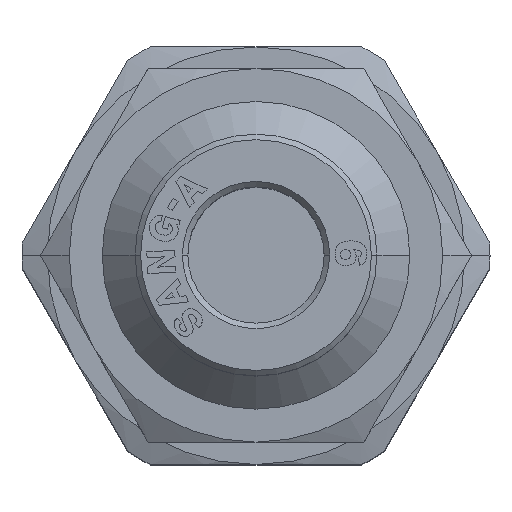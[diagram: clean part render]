
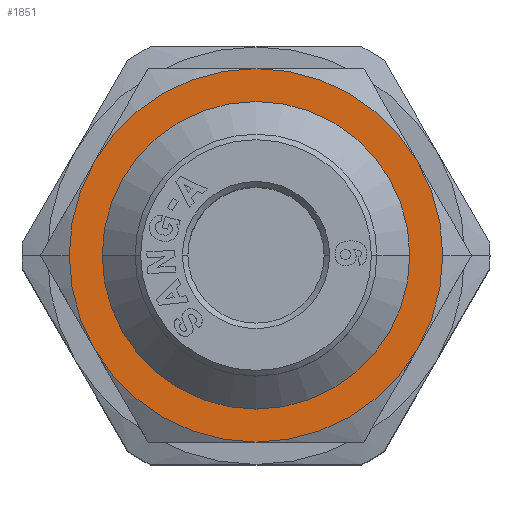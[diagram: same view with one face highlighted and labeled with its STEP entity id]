
A CAD part, top view. The second image highlights one B-rep face of the part: STEP entity #1851.
In plain terms, the highlighted face is planar.
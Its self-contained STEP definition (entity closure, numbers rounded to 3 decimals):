
#215=CARTESIAN_POINT('',(4.75,0.0,7.01));
#216=VERTEX_POINT('',#215);
#223=CARTESIAN_POINT('',(4.75,0.,-6.99));
#224=VERTEX_POINT('',#223);
#225=CARTESIAN_POINT('',(4.75,0.0,0.01));
#226=DIRECTION('',(1.0,0.0,0.0));
#227=DIRECTION('',(0.0,0.0,1.0));
#228=AXIS2_PLACEMENT_3D('',#225,#226,#227);
#229=CIRCLE('',#228,7.0);
#230=EDGE_CURVE('',#216,#224,#229,.T.);
#1709=CARTESIAN_POINT('',(4.75,0.,8.51));
#1710=VERTEX_POINT('',#1709);
#1717=CARTESIAN_POINT('',(4.75,-4.25,7.371));
#1718=VERTEX_POINT('',#1717);
#1732=CARTESIAN_POINT('',(4.75,0.,0.01));
#1733=DIRECTION('',(1.0,0.0,0.0));
#1734=DIRECTION('',(0.0,0.0,1.0));
#1735=AXIS2_PLACEMENT_3D('',#1732,#1733,#1734);
#1736=CIRCLE('',#1735,8.5);
#1737=EDGE_CURVE('',#1710,#1718,#1736,.T.);
#1747=CARTESIAN_POINT('',(4.75,0.,-8.49));
#1748=VERTEX_POINT('',#1747);
#1757=CARTESIAN_POINT('',(4.75,-4.25,-7.351));
#1758=VERTEX_POINT('',#1757);
#1759=CARTESIAN_POINT('',(4.75,0.,0.01));
#1760=DIRECTION('',(1.0,0.0,0.0));
#1761=DIRECTION('',(0.0,0.0,1.0));
#1762=AXIS2_PLACEMENT_3D('',#1759,#1760,#1761);
#1763=CIRCLE('',#1762,8.5);
#1764=EDGE_CURVE('',#1758,#1748,#1763,.T.);
#1782=CARTESIAN_POINT('',(4.75,0.,0.01));
#1783=DIRECTION('',(-1.0,0.0,0.0));
#1784=DIRECTION('',(0.0,0.0,-1.0));
#1785=AXIS2_PLACEMENT_3D('',#1782,#1783,#1784);
#1786=PLANE('',#1785);
#1787=CARTESIAN_POINT('',(4.75,4.25,-7.351));
#1788=VERTEX_POINT('',#1787);
#1789=CARTESIAN_POINT('',(4.75,8.5,0.01));
#1790=VERTEX_POINT('',#1789);
#1791=CARTESIAN_POINT('',(4.75,0.,0.01));
#1792=DIRECTION('',(1.0,0.0,0.0));
#1793=DIRECTION('',(0.0,0.0,1.0));
#1794=AXIS2_PLACEMENT_3D('',#1791,#1792,#1793);
#1795=CIRCLE('',#1794,8.5);
#1796=EDGE_CURVE('',#1788,#1790,#1795,.T.);
#1797=ORIENTED_EDGE('',*,*,#1796,.T.);
#1798=CARTESIAN_POINT('',(4.75,4.25,7.371));
#1799=VERTEX_POINT('',#1798);
#1800=CARTESIAN_POINT('',(4.75,0.,0.01));
#1801=DIRECTION('',(1.0,0.0,0.0));
#1802=DIRECTION('',(0.0,0.0,1.0));
#1803=AXIS2_PLACEMENT_3D('',#1800,#1801,#1802);
#1804=CIRCLE('',#1803,8.5);
#1805=EDGE_CURVE('',#1790,#1799,#1804,.T.);
#1806=ORIENTED_EDGE('',*,*,#1805,.T.);
#1807=CARTESIAN_POINT('',(4.75,0.,0.01));
#1808=DIRECTION('',(1.0,0.0,0.0));
#1809=DIRECTION('',(0.0,0.0,1.0));
#1810=AXIS2_PLACEMENT_3D('',#1807,#1808,#1809);
#1811=CIRCLE('',#1810,8.5);
#1812=EDGE_CURVE('',#1799,#1710,#1811,.T.);
#1813=ORIENTED_EDGE('',*,*,#1812,.T.);
#1814=ORIENTED_EDGE('',*,*,#1737,.T.);
#1815=CARTESIAN_POINT('',(4.75,-8.5,0.01));
#1816=VERTEX_POINT('',#1815);
#1817=CARTESIAN_POINT('',(4.75,0.,0.01));
#1818=DIRECTION('',(1.0,0.0,0.0));
#1819=DIRECTION('',(0.0,0.0,1.0));
#1820=AXIS2_PLACEMENT_3D('',#1817,#1818,#1819);
#1821=CIRCLE('',#1820,8.5);
#1822=EDGE_CURVE('',#1718,#1816,#1821,.T.);
#1823=ORIENTED_EDGE('',*,*,#1822,.T.);
#1824=CARTESIAN_POINT('',(4.75,0.,0.01));
#1825=DIRECTION('',(1.0,0.0,0.0));
#1826=DIRECTION('',(0.0,0.0,1.0));
#1827=AXIS2_PLACEMENT_3D('',#1824,#1825,#1826);
#1828=CIRCLE('',#1827,8.5);
#1829=EDGE_CURVE('',#1816,#1758,#1828,.T.);
#1830=ORIENTED_EDGE('',*,*,#1829,.T.);
#1831=ORIENTED_EDGE('',*,*,#1764,.T.);
#1832=CARTESIAN_POINT('',(4.75,0.,0.01));
#1833=DIRECTION('',(1.0,0.0,0.0));
#1834=DIRECTION('',(0.0,0.0,1.0));
#1835=AXIS2_PLACEMENT_3D('',#1832,#1833,#1834);
#1836=CIRCLE('',#1835,8.5);
#1837=EDGE_CURVE('',#1748,#1788,#1836,.T.);
#1838=ORIENTED_EDGE('',*,*,#1837,.T.);
#1839=EDGE_LOOP('',(#1797,#1806,#1813,#1814,#1823,#1830,#1831,#1838));
#1840=FACE_OUTER_BOUND('',#1839,.T.);
#1841=ORIENTED_EDGE('',*,*,#230,.F.);
#1842=CARTESIAN_POINT('',(4.75,0.0,0.01));
#1843=DIRECTION('',(1.0,0.0,0.0));
#1844=DIRECTION('',(0.0,0.0,1.0));
#1845=AXIS2_PLACEMENT_3D('',#1842,#1843,#1844);
#1846=CIRCLE('',#1845,7.0);
#1847=EDGE_CURVE('',#224,#216,#1846,.T.);
#1848=ORIENTED_EDGE('',*,*,#1847,.F.);
#1849=EDGE_LOOP('',(#1841,#1848));
#1850=FACE_BOUND('',#1849,.T.);
#1851=ADVANCED_FACE('',(#1840,#1850),#1786,.F.);
